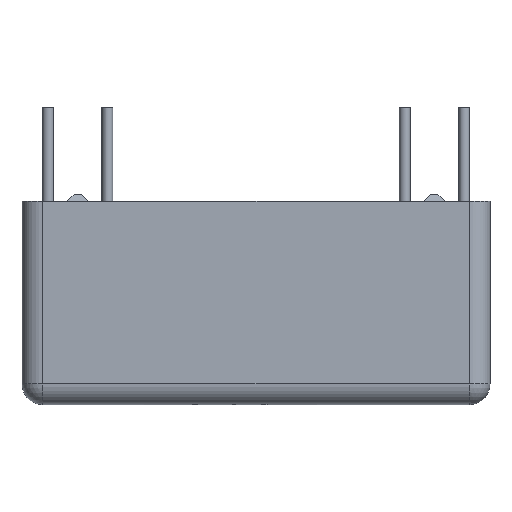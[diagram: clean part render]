
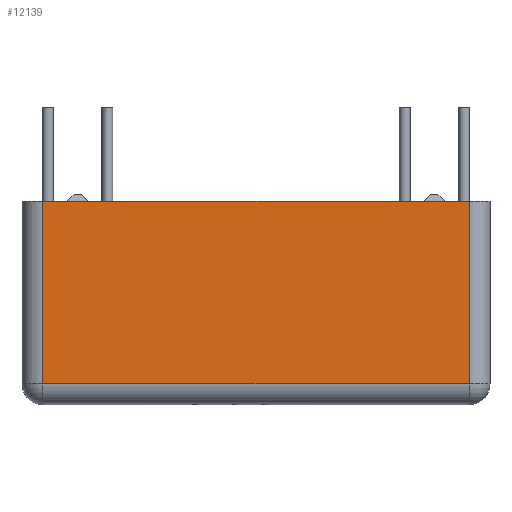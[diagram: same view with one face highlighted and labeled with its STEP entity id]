
A CAD part, front view. The second image highlights one B-rep face of the part: STEP entity #12139.
In plain terms, the highlighted planar face has unit normal (0, -1, 0).
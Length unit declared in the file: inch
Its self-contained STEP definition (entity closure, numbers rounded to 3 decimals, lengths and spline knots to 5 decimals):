
#11315=CARTESIAN_POINT('',(0.3585,-0.098,-0.136));
#11316=VERTEX_POINT('',#11315);
#11324=CARTESIAN_POINT('',(-0.3585,-0.098,-0.136));
#11325=VERTEX_POINT('',#11324);
#11326=CARTESIAN_POINT('',(0.3585,-0.098,-0.136));
#11327=DIRECTION('',(-1.0,0.0,0.0));
#11328=VECTOR('',#11327,0.717);
#11329=LINE('',#11326,#11328);
#11330=EDGE_CURVE('',#11316,#11325,#11329,.T.);
#11951=CARTESIAN_POINT('',(-0.3585,-0.098,0.171));
#11952=VERTEX_POINT('',#11951);
#11969=CARTESIAN_POINT('',(-0.3585,-0.098,-0.136));
#11970=DIRECTION('',(0.0,0.0,1.0));
#11971=VECTOR('',#11970,0.307);
#11972=LINE('',#11969,#11971);
#11973=EDGE_CURVE('',#11325,#11952,#11972,.T.);
#11985=CARTESIAN_POINT('',(0.3585,-0.098,0.171));
#11986=VERTEX_POINT('',#11985);
#11994=CARTESIAN_POINT('',(0.3585,-0.098,0.171));
#11995=DIRECTION('',(0.0,0.0,-1.0));
#11996=VECTOR('',#11995,0.307);
#11997=LINE('',#11994,#11996);
#11998=EDGE_CURVE('',#11986,#11316,#11997,.T.);
#12035=CARTESIAN_POINT('',(-0.3585,-0.098,0.171));
#12036=DIRECTION('',(1.0,0.0,0.0));
#12037=VECTOR('',#12036,0.717);
#12038=LINE('',#12035,#12037);
#12039=EDGE_CURVE('',#11952,#11986,#12038,.T.);
#12128=CARTESIAN_POINT('',(0.0,-0.098,0.0));
#12129=DIRECTION('',(0.0,1.0,0.0));
#12130=DIRECTION('',(0.0,0.0,1.0));
#12131=AXIS2_PLACEMENT_3D('',#12128,#12129,#12130);
#12132=PLANE('',#12131);
#12133=ORIENTED_EDGE('',*,*,#11973,.F.);
#12134=ORIENTED_EDGE('',*,*,#11330,.F.);
#12135=ORIENTED_EDGE('',*,*,#11998,.F.);
#12136=ORIENTED_EDGE('',*,*,#12039,.F.);
#12137=EDGE_LOOP('',(#12133,#12134,#12135,#12136));
#12138=FACE_OUTER_BOUND('',#12137,.T.);
#12139=ADVANCED_FACE('',(#12138),#12132,.F.);
